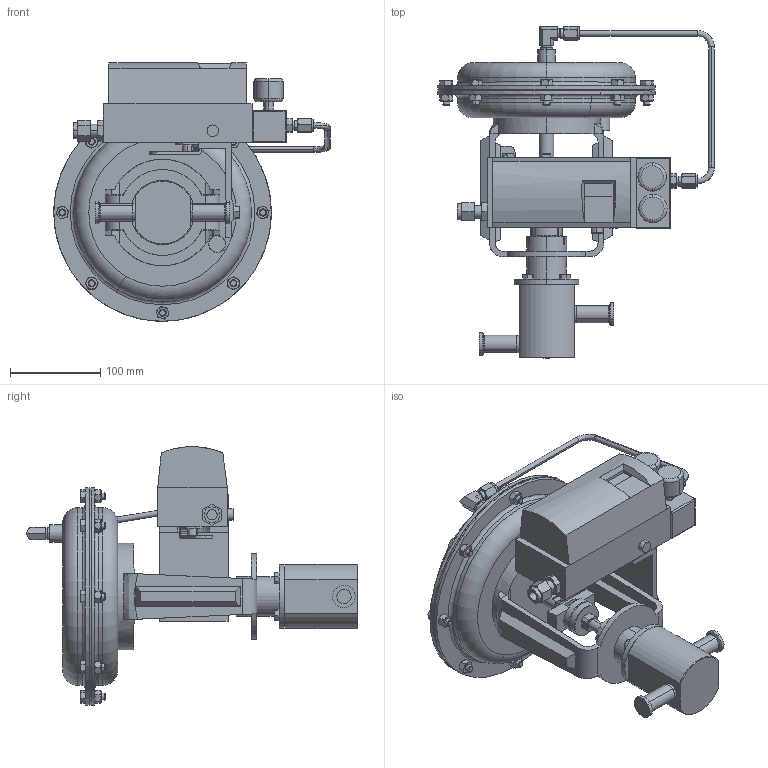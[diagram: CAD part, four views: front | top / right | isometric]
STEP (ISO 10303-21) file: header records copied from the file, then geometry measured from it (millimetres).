
FILE_DESCRIPTION (( 'STEP AP203' ), '1' );
FILE_NAME ('978ENSP-075-JD.STEP', '2021-10-19T13:36:26', ( '' ), ( '' ), 'SwSTEP 2.0', 'SolidWorks 2018', '' );
FILE_SCHEMA (( 'CONFIG_CONTROL_DESIGN' ));
Length unit declared in the file: inch
Products named in the file (2): 978ENSP-075-JD
Bounding box: 306.6 x 367.94 x 286.74 mm (x, y, z)
Volume: 4107860.2 mm3; surface area: 490553.1 mm2
Topology: 10 solids, 10 shells, 1007 faces, 2332 edges, 1439 vertices
Faces by surface type: plane 447, cone 288, cylinder 207, bspline 37, torus 26, sphere 2
Entity records: 32207 total; most frequent: CARTESIAN_POINT 9883, ORIENTED_EDGE 4656, DIRECTION 4454, EDGE_CURVE 2328, AXIS2_PLACEMENT_3D 1714, VERTEX_POINT 1439, EDGE_LOOP 1111, LINE 1026
